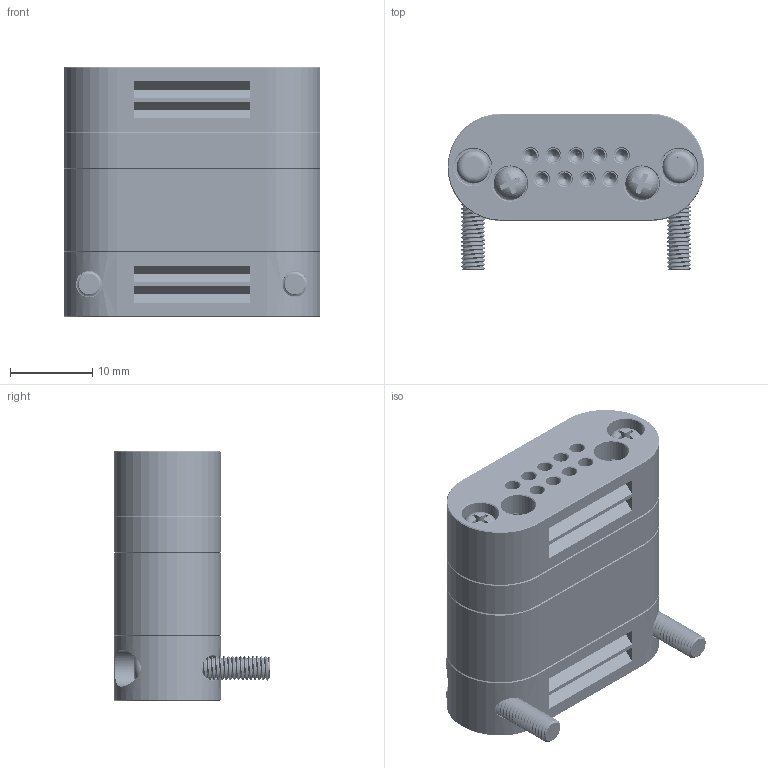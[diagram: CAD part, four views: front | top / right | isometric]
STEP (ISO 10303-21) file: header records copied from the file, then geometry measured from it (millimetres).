
FILE_DESCRIPTION (( 'STEP AP214' ), '1' );
FILE_NAME ('VCT-D9-PEEK+XF-D9-PEEK.STEP', '2025-03-14T11:24:43', ( '' ), ( '' ), 'SwSTEP 2.0', 'SolidWorks 2020', '' );
FILE_SCHEMA (( 'AUTOMOTIVE_DESIGN' ));
Length unit declared in the file: millimetre
Products named in the file (11): CFG-D1005; VCT-D9-PEEK-002; XF-D9-02; SCRW-M3-L15; VCT-D9-PEEK; SCRW-M3; VCT-D9-PEEK-001; CMG-D1005-01; XF-D09-PEEK; XF-D9-01; VCT-D9-PEEK+XF-D9-PEEK
Assembly tree (32 placements, depth 3):
  VCT-D9-PEEK+XF-D9-PEEK
    XF-D09-PEEK
      XF-D9-01
      XF-D9-02
      SCRW-M3  x2
      CFG-D1005  x9
    VCT-D9-PEEK
      VCT-D9-PEEK-001
      VCT-D9-PEEK-002
      SCRW-M3  x2
      CMG-D1005-01  x9
      SCRW-M3-L15  x2
    SCRW-M3-L15  x2
Bounding box: 31.2 x 19 x 30.3 mm (x, y, z)
Volume: 10279.8 mm3; surface area: 11541.1 mm2
Topology: 30 solids, 30 shells, 1156 faces, 3175 edges, 2182 vertices
Faces by surface type: cylinder 503, plane 408, cone 182, bspline 42, torus 21
Full cylindrical faces by diameter (mm): 0.8 x18, 0.95 x18, 1 x9, 1.2 x9, 1.56 x18, 1.8 x27, 2.14 x9, 2.2 x9, 2.3 x26, 2.4 x18, 2.5 x16, 3 x184, 3.2 x6, 4 x8, 4.2 x4, 4.5 x4
Entity records: 32318 total; most frequent: CARTESIAN_POINT 19121, ORIENTED_EDGE 2558, DIRECTION 2367, EDGE_CURVE 1279, VERTEX_POINT 1073, AXIS2_PLACEMENT_3D 887, EDGE_LOOP 876, VECTOR 593
